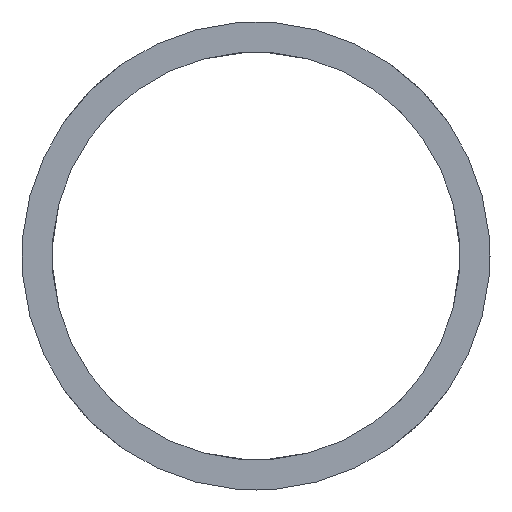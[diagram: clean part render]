
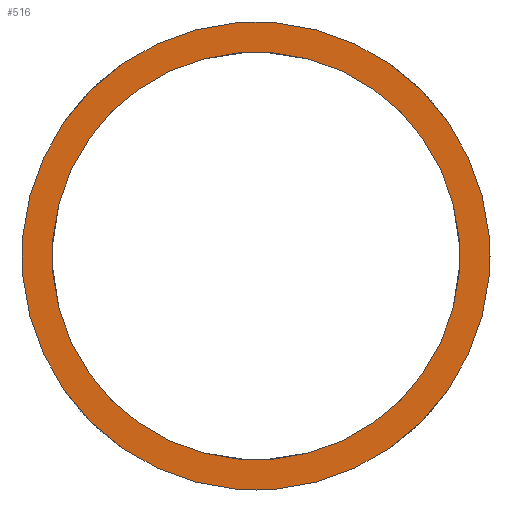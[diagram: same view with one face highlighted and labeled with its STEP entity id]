
A CAD part, front view. The second image highlights one B-rep face of the part: STEP entity #516.
In plain terms, the highlighted planar face has unit normal (0, -1, 0).
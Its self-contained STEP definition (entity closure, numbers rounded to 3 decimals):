
#110=FACE_BOUND('',#187,.T.);
#150=FACE_OUTER_BOUND('',#186,.T.);
#186=EDGE_LOOP('',(#437));
#187=EDGE_LOOP('',(#438));
#222=CIRCLE('',#575,35.);
#223=CIRCLE('',#576,30.5);
#271=VERTEX_POINT('',#1377);
#272=VERTEX_POINT('',#1379);
#336=EDGE_CURVE('',#271,#271,#222,.T.);
#337=EDGE_CURVE('',#272,#272,#223,.T.);
#437=ORIENTED_EDGE('',*,*,#336,.T.);
#438=ORIENTED_EDGE('',*,*,#337,.T.);
#490=PLANE('',#574);
#516=ADVANCED_FACE('',(#150,#110),#490,.F.);
#574=AXIS2_PLACEMENT_3D('',#1376,#680,#681);
#575=AXIS2_PLACEMENT_3D('',#1378,#682,#683);
#576=AXIS2_PLACEMENT_3D('',#1380,#684,#685);
#680=DIRECTION('center_axis',(0.,1.,0.));
#681=DIRECTION('ref_axis',(0.707,0.,0.707));
#682=DIRECTION('center_axis',(0.,-1.,0.));
#683=DIRECTION('ref_axis',(0.707,0.,0.707));
#684=DIRECTION('center_axis',(0.,1.,0.));
#685=DIRECTION('ref_axis',(0.707,0.,0.707));
#1376=CARTESIAN_POINT('Origin',(0.,-5.,0.));
#1377=CARTESIAN_POINT('',(-24.749,-5.,-24.749));
#1378=CARTESIAN_POINT('Origin',(0.,-5.,0.));
#1379=CARTESIAN_POINT('',(-21.567,-5.,-21.567));
#1380=CARTESIAN_POINT('Origin',(0.,-5.,0.));
